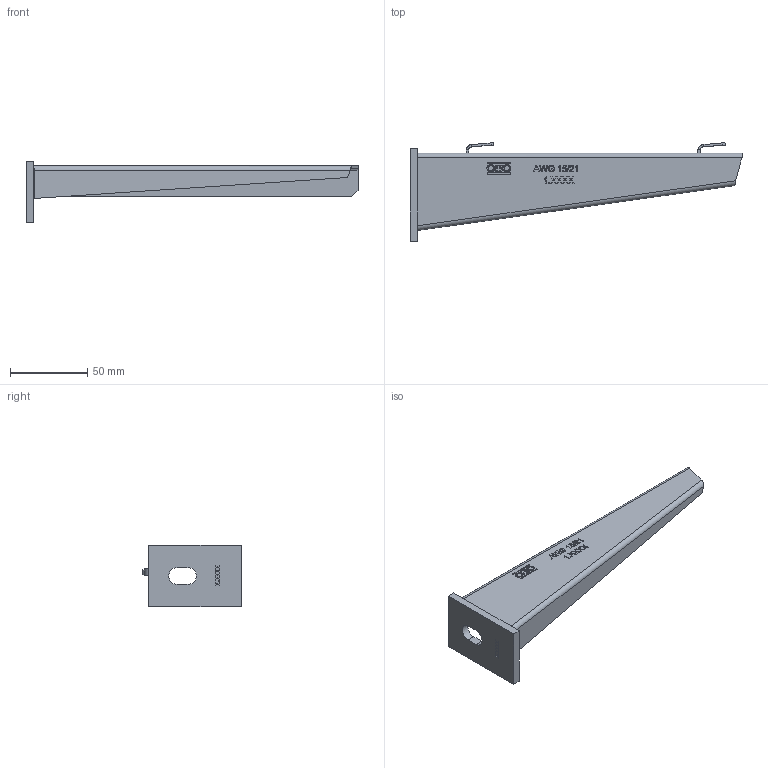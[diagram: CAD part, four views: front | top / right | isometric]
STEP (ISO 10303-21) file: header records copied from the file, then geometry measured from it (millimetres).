
FILE_DESCRIPTION((''),'2;1');
FILE_NAME('KTS_04_011-047_1-6420608_ASM','2013-09-24T',('AndreasKeweloh'),(''),'PRO/ENGINEER BY PARAMETRIC TECHNOLOGY CORPORATION, 2012360','PRO/ENGINEER BY PARAMETRIC TECHNOLOGY CORPORATION, 2012360','');
FILE_SCHEMA(('CONFIG_CONTROL_DESIGN'));
Length unit declared in the file: millimetre
Products named in the file (3): KTS_04_019-142; KTS_04_020-031_60X40X5; KTS_04_011-047_1-6420608_ASM
Assembly tree (2 placements, depth 2):
  KTS_04_011-047_1-6420608_ASM
    KTS_04_019-142
    KTS_04_020-031_60X40X5
Bounding box: 215 x 63.84 x 40 mm (x, y, z)
Volume: 31519 mm3; surface area: 33988.9 mm2
Topology: 2 solids, 2 shells, 380 faces, 1002 edges, 658 vertices
Faces by surface type: plane 276, extrusion 61, cylinder 36, bspline 7
Entity records: 13682 total; most frequent: CARTESIAN_POINT 4420, ORIENTED_EDGE 2004, DIRECTION 1624, EDGE_CURVE 1002, VECTOR 862, LINE 801, VERTEX_POINT 658, EDGE_LOOP 414
